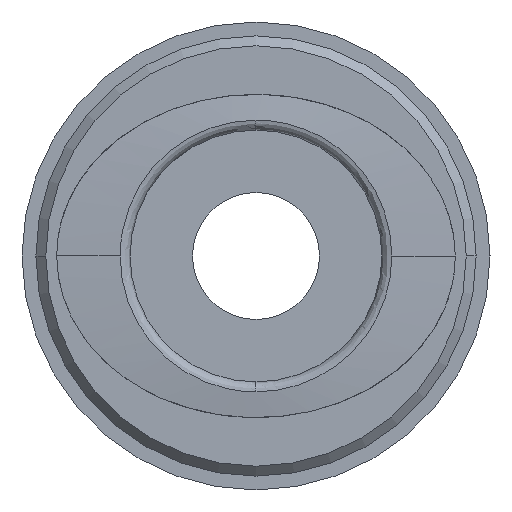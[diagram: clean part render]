
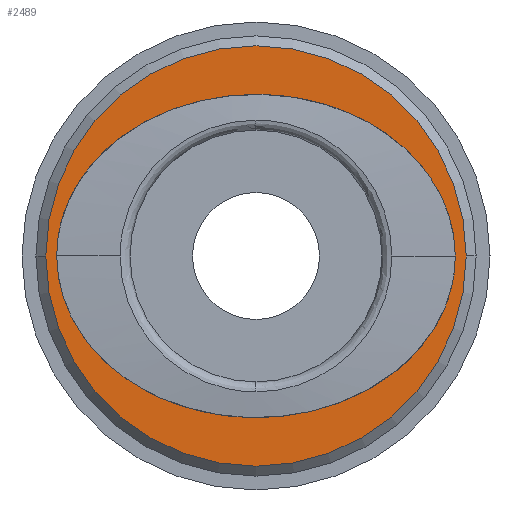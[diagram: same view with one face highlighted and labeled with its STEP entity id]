
A CAD part, front view. The second image highlights one B-rep face of the part: STEP entity #2489.
In plain terms, the highlighted planar face has unit normal (0, -1, 0).
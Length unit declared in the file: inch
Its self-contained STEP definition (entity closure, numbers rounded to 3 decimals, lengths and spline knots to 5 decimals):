
#251 = CARTESIAN_POINT ( 'NONE',  ( 0.39567, 0.08669, -0.32087 ) ) ;
#283 = CIRCLE ( 'NONE', #1515, 0.41732 ) ;
#292 = DIRECTION ( 'NONE',  ( 0., -1., 0. ) ) ;
#299 = CARTESIAN_POINT ( 'NONE',  ( -0.39567, 0.08669, 0. ) ) ;
#300 = CARTESIAN_POINT ( 'NONE',  ( -0.39567, 0.08669, 0.32087 ) ) ;
#359 =( BOUNDED_CURVE ( )  B_SPLINE_CURVE ( 2, ( #1251, #251, #666, #2114, #876 ),
 .UNSPECIFIED., .F., .F. ) 
 B_SPLINE_CURVE_WITH_KNOTS ( ( 3, 2, 3 ),
 ( 0.02863, 0.04291, 0.05718 ),
 .UNSPECIFIED. ) 
 CURVE ( )  GEOMETRIC_REPRESENTATION_ITEM ( )  RATIONAL_B_SPLINE_CURVE ( ( 1., 0.707, 1., 0.707, 1. ) ) 
 REPRESENTATION_ITEM ( '' )  );
#370 = FACE_OUTER_BOUND ( 'NONE', #2160, .T. ) ;
#379 = DIRECTION ( 'NONE',  ( 0., -1., 0. ) ) ;
#399 = ORIENTED_EDGE ( 'NONE', *, *, #1625, .T. ) ;
#401 = DIRECTION ( 'NONE',  ( 0., -1., 0. ) ) ;
#480 = CARTESIAN_POINT ( 'NONE',  ( 0.41732, 0.08669, 0. ) ) ;
#666 = CARTESIAN_POINT ( 'NONE',  ( 0., 0.08669, -0.32087 ) ) ;
#707 = CARTESIAN_POINT ( 'NONE',  ( -0.39567, 0.08669, 0. ) ) ;
#876 = CARTESIAN_POINT ( 'NONE',  ( -0.39567, 0.08669, 0. ) ) ;
#1004 = AXIS2_PLACEMENT_3D ( 'NONE', #1605, #379, #1811 ) ;
#1091 = ORIENTED_EDGE ( 'NONE', *, *, #2441, .T. ) ;
#1134 = CARTESIAN_POINT ( 'NONE',  ( 0.39567, 0.08669, 0.32087 ) ) ;
#1160 = CARTESIAN_POINT ( 'NONE',  ( 0.39567, 0.08669, 0. ) ) ;
#1251 = CARTESIAN_POINT ( 'NONE',  ( 0.39567, 0.08669, 0. ) ) ;
#1285 =( BOUNDED_CURVE ( )  B_SPLINE_CURVE ( 2, ( #707, #300, #2374, #1134, #2567 ),
 .UNSPECIFIED., .F., .T. ) 
 B_SPLINE_CURVE_WITH_KNOTS ( ( 3, 2, 3 ),
 ( 0., 0.01432, 0.02863 ),
 .UNSPECIFIED. ) 
 CURVE ( )  GEOMETRIC_REPRESENTATION_ITEM ( )  RATIONAL_B_SPLINE_CURVE ( ( 1., 0.707, 1., 0.707, 1. ) ) 
 REPRESENTATION_ITEM ( '' )  );
#1406 = EDGE_CURVE ( 'NONE', #1713, #1749, #1285, .T. ) ;
#1513 = CARTESIAN_POINT ( 'NONE',  ( 0., 0.08669, 0. ) ) ;
#1515 = AXIS2_PLACEMENT_3D ( 'NONE', #1513, #292, #1723 ) ;
#1517 = EDGE_LOOP ( 'NONE', ( #1538, #399 ) ) ;
#1538 = ORIENTED_EDGE ( 'NONE', *, *, #1406, .T. ) ;
#1605 = CARTESIAN_POINT ( 'NONE',  ( 0., 0.08669, 0. ) ) ;
#1625 = EDGE_CURVE ( 'NONE', #1749, #1713, #359, .T. ) ;
#1632 = PLANE ( 'NONE',  #1823 ) ;
#1713 = VERTEX_POINT ( 'NONE', #299 ) ;
#1723 = DIRECTION ( 'NONE',  ( -1., 0., 0. ) ) ;
#1726 = ORIENTED_EDGE ( 'NONE', *, *, #2168, .T. ) ;
#1749 = VERTEX_POINT ( 'NONE', #1160 ) ;
#1811 = DIRECTION ( 'NONE',  ( -1., 0., 0. ) ) ;
#1823 = AXIS2_PLACEMENT_3D ( 'NONE', #2461, #401, #1836 ) ;
#1836 = DIRECTION ( 'NONE',  ( 1., 0., 0. ) ) ;
#1840 = CARTESIAN_POINT ( 'NONE',  ( -0.41732, 0.08669, 0. ) ) ;
#1994 = VERTEX_POINT ( 'NONE', #1840 ) ;
#2081 = CIRCLE ( 'NONE', #1004, 0.41732 ) ;
#2113 = VERTEX_POINT ( 'NONE', #480 ) ;
#2114 = CARTESIAN_POINT ( 'NONE',  ( -0.39567, 0.08669, -0.32087 ) ) ;
#2160 = EDGE_LOOP ( 'NONE', ( #1091, #1726 ) ) ;
#2168 = EDGE_CURVE ( 'NONE', #2113, #1994, #283, .T. ) ;
#2374 = CARTESIAN_POINT ( 'NONE',  ( 0., 0.08669, 0.32087 ) ) ;
#2441 = EDGE_CURVE ( 'NONE', #1994, #2113, #2081, .T. ) ;
#2461 = CARTESIAN_POINT ( 'NONE',  ( -0.41732, 0.08669, 0. ) ) ;
#2489 = ADVANCED_FACE ( 'NONE', ( #2503, #370 ), #1632, .T. ) ;
#2503 = FACE_BOUND ( 'NONE', #1517, .T. ) ;
#2567 = CARTESIAN_POINT ( 'NONE',  ( 0.39567, 0.08669, 0. ) ) ;
